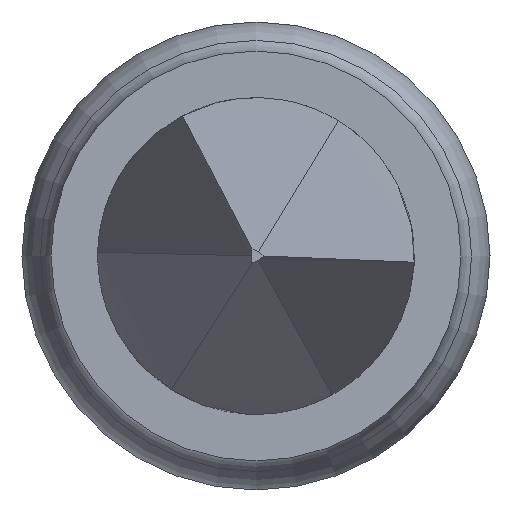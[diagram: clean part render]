
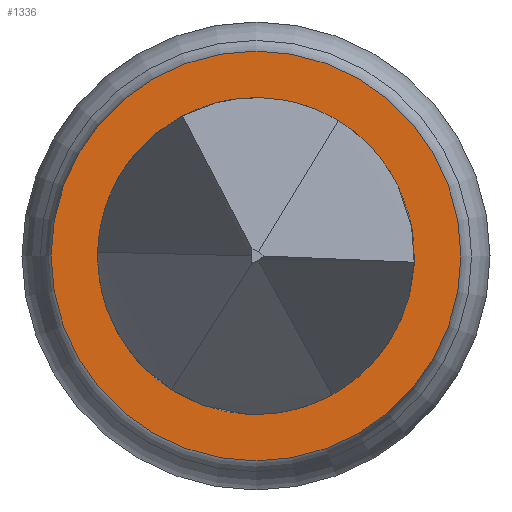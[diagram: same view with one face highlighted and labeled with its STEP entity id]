
A CAD part, left-side view. The second image highlights one B-rep face of the part: STEP entity #1336.
In plain terms, the highlighted planar face has unit normal (-1, 0, 0).
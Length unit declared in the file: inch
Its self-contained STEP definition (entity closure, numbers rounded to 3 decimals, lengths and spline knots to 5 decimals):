
#58 = CARTESIAN_POINT ( 'NONE',  ( 0., 0., 0. ) ) ;
#62 = EDGE_LOOP ( 'NONE', ( #1120 ) ) ;
#79 = CIRCLE ( 'NONE', #624, 0.0176 ) ;
#86 = CARTESIAN_POINT ( 'NONE',  ( 0., 0., 0.0136 ) ) ;
#93 = DIRECTION ( 'NONE',  ( 1., 0., 0. ) ) ;
#306 = ORIENTED_EDGE ( 'NONE', *, *, #867, .F. ) ;
#437 = DIRECTION ( 'NONE',  ( -1., 0., 0. ) ) ;
#549 = DIRECTION ( 'NONE',  ( 0., 0., 1. ) ) ;
#603 = DIRECTION ( 'NONE',  ( 0., 0., -1. ) ) ;
#624 = AXIS2_PLACEMENT_3D ( 'NONE', #58, #977, #603 ) ;
#669 = PLANE ( 'NONE',  #1248 ) ;
#682 = VERTEX_POINT ( 'NONE', #86 ) ;
#810 = VERTEX_POINT ( 'NONE', #1328 ) ;
#833 = FACE_OUTER_BOUND ( 'NONE', #891, .T. ) ;
#867 = EDGE_CURVE ( 'NONE', #810, #810, #79, .T. ) ;
#891 = EDGE_LOOP ( 'NONE', ( #306 ) ) ;
#937 = FACE_BOUND ( 'NONE', #62, .T. ) ;
#952 = CIRCLE ( 'NONE', #1630, 0.0136 ) ;
#977 = DIRECTION ( 'NONE',  ( 1., 0., 0. ) ) ;
#988 = EDGE_CURVE ( 'NONE', #682, #682, #952, .T. ) ;
#1120 = ORIENTED_EDGE ( 'NONE', *, *, #988, .T. ) ;
#1203 = CARTESIAN_POINT ( 'NONE',  ( 0., 0.0165, 0. ) ) ;
#1248 = AXIS2_PLACEMENT_3D ( 'NONE', #1203, #437, #549 ) ;
#1266 = CARTESIAN_POINT ( 'NONE',  ( 0., 0., 0. ) ) ;
#1328 = CARTESIAN_POINT ( 'NONE',  ( 0., 0., -0.0176 ) ) ;
#1336 = ADVANCED_FACE ( 'NONE', ( #937, #833 ), #669, .T. ) ;
#1630 = AXIS2_PLACEMENT_3D ( 'NONE', #1266, #93, #1643 ) ;
#1643 = DIRECTION ( 'NONE',  ( 0., 0., 1. ) ) ;
